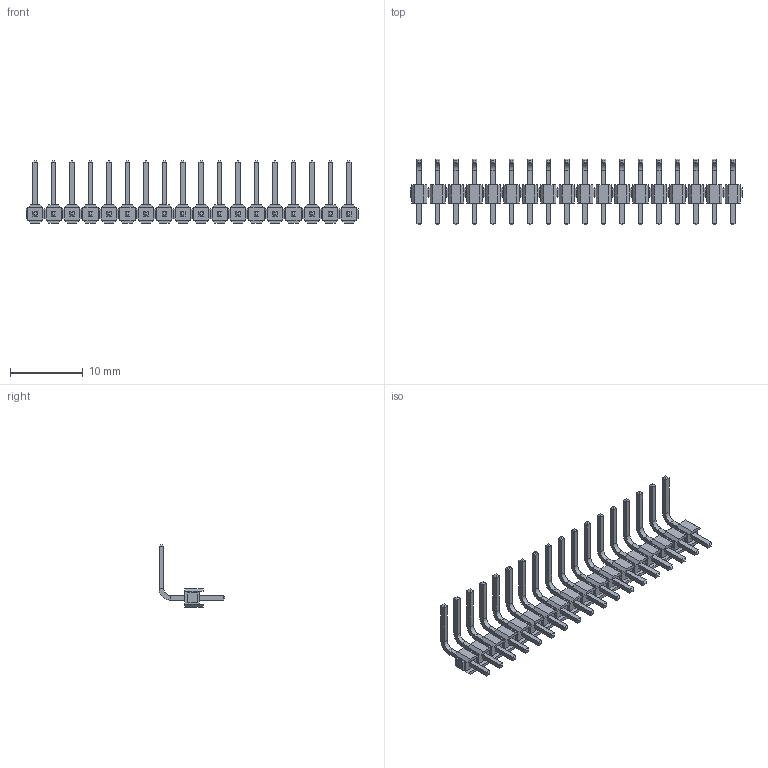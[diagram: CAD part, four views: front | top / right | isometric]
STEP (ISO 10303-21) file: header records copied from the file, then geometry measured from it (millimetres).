
FILE_DESCRIPTION (( 'STEP AP214' ), '1' );
FILE_NAME ('PLSRU-18.STEP', '2019-06-28T14:44:00', ( '' ), ( '' ), 'SwSTEP 2.0', 'SolidWorks 2018', '' );
FILE_SCHEMA (( 'AUTOMOTIVE_DESIGN' ));
Length unit declared in the file: millimetre
Products named in the file (1): PLSRU-18
Bounding box: 45.72 x 9.07 x 8.54 mm (x, y, z)
Volume: 305.4 mm3; surface area: 1233.2 mm2
Topology: 36 solids, 36 shells, 918 faces, 2016 edges, 1224 vertices
Faces by surface type: plane 882, cylinder 36
Entity records: 34679 total; most frequent: CARTESIAN_POINT 4159, ORIENTED_EDGE 4032, DIRECTION 3926, EDGE_CURVE 2016, LINE 1944, VECTOR 1944, VERTEX_POINT 1224, AXIS2_PLACEMENT_3D 991
